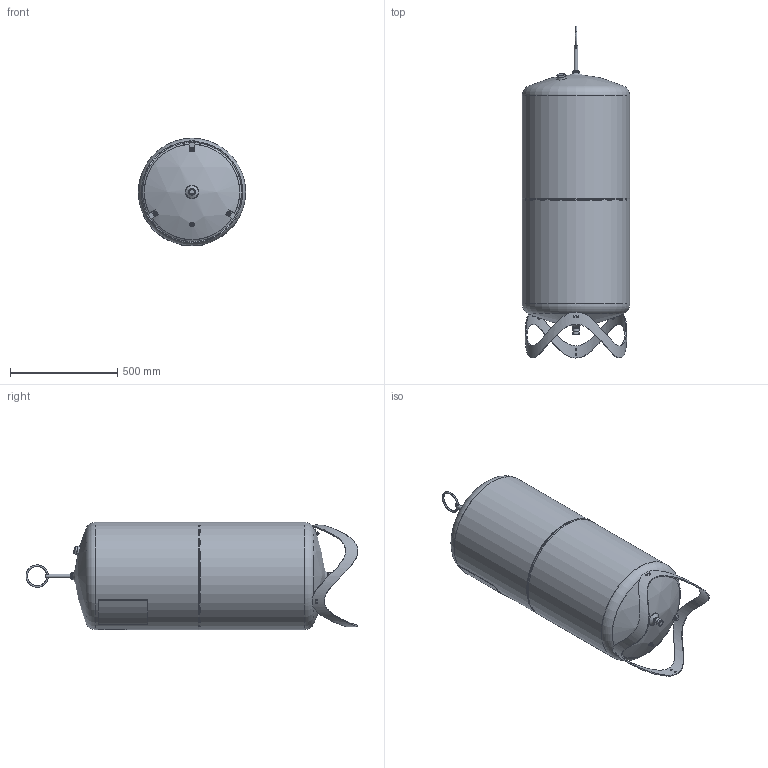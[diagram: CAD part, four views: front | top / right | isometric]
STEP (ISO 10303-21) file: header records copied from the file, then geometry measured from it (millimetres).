
FILE_DESCRIPTION((''),'2;1');
FILE_NAME('7102009_3D_1002_00_DE_FR_IT_EN_NL_UPD.stp','2015-01-08T10:35:06',('SCG'),(''),'Autodesk Inventor 2013','Autodesk Inventor 2013','');
FILE_SCHEMA(('AUTOMOTIVE_DESIGN { 1 0 10303 214 1 1 1 1 }'));
Length unit declared in the file: millimetre
Products named in the file (1): 119442
Bounding box: 500 x 1545.6 x 500.3 mm (x, y, z)
Volume: 18832287 mm3; surface area: 5625773.6 mm2
Topology: 3 solids, 10 shells, 394 faces, 1001 edges, 658 vertices
Faces by surface type: plane 190, cylinder 85, cone 50, torus 31, bspline 29, sphere 8, revolution 1
Full cylindrical faces by diameter (mm): 4 x1, 7.5 x2, 8 x6, 8.4 x1, 9 x5, 10 x3, 11.027 x1, 12.6 x1, 14 x1, 14.95 x1, 17.2 x1, 18 x1, 20 x2, 24.117 x1, 26.44 x1, 26.5 x1, 26.8 x4, 27 x2, 29.8 x4, 30 x1, 33 x1, 33.3 x1, 40 x1, 41 x1, 45 x1, 55 x1, 58 x1, 461 x1, 471 x1, 494 x1
Entity records: 14928 total; most frequent: CARTESIAN_POINT 5869, ORIENTED_EDGE 1698, DIRECTION 1695, EDGE_CURVE 849, AXIS2_PLACEMENT_3D 682, VERTEX_POINT 618, EDGE_LOOP 580, FACE_OUTER_BOUND 394
